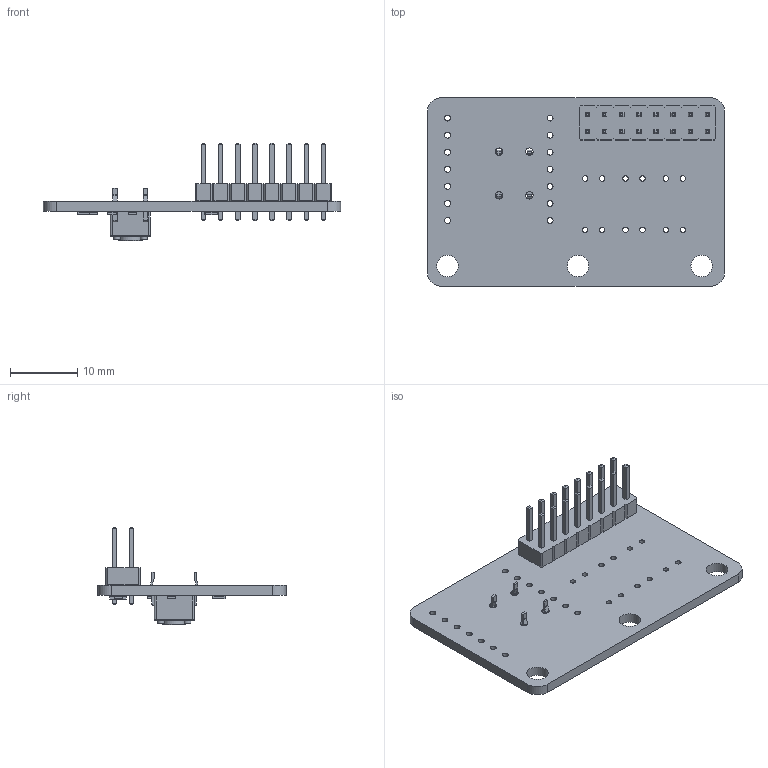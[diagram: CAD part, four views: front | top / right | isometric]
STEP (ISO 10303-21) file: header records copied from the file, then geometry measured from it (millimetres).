
FILE_DESCRIPTION(('KiCad electronic assembly'),'2;1');
FILE_NAME('ATX.step','2025-07-28T15:45:09',('Pcbnew'),('Kicad'), 'Open CASCADE STEP processor 7.8','KiCad to STEP converter','Unknown' );
FILE_SCHEMA(('AUTOMOTIVE_DESIGN { 1 0 10303 214 1 1 1 1 }'));
Length unit declared in the file: millimetre
Products named in the file (6): ATX 1; PinHeader_2x08_P2.54mm_Vertical; R_0805_2012Metric; R_1210_3225Metric; SW_PUSH_6mm; ATX_PCB
Assembly tree (10 placements, depth 2):
  ATX 1
    PinHeader_2x08_P2.54mm_Vertical
    R_0805_2012Metric  x6
    R_1210_3225Metric
    SW_PUSH_6mm
    ATX_PCB
Bounding box: 44.2 x 28 x 14.52 mm (x, y, z)
Volume: 2249.4 mm3; surface area: 3788.6 mm2
Topology: 10 solids, 10 shells, 686 faces, 1714 edges, 1085 vertices
Faces by surface type: plane 535, cylinder 150, torus 1
Full cylindrical faces by diameter (mm): 0.813 x12, 0.889 x14, 1 x20, 1.1 x4, 3.2 x3, 3.5 x1
Entity records: 19937 total; most frequent: CARTESIAN_POINT 2806, ORIENTED_EDGE 2748, DIRECTION 2726, EDGE_CURVE 1374, LINE 1156, VECTOR 1156, VERTEX_POINT 865, AXIS2_PLACEMENT_3D 785
